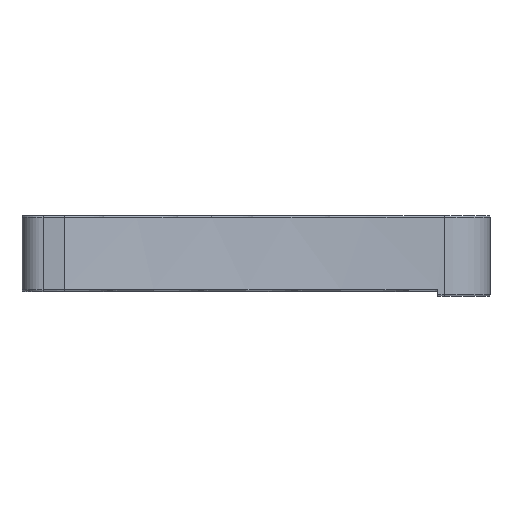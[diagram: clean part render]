
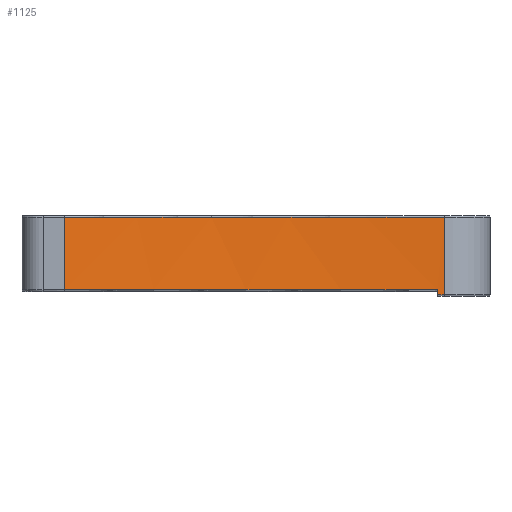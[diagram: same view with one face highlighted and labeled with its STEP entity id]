
A CAD part, left-side view. The second image highlights one B-rep face of the part: STEP entity #1125.
In plain terms, the highlighted cylindrical face has radius 150 mm (diameter 300 mm), a partial arc.
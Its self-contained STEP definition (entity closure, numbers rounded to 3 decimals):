
#78 = DIRECTION ( 'NONE',  ( 1., 0., 0. ) ) ;
#87 = CARTESIAN_POINT ( 'NONE',  ( -156.531, -12.129, 0.25 ) ) ;
#134 = VERTEX_POINT ( 'NONE', #232 ) ;
#169 = CIRCLE ( 'NONE', #1892, 150. ) ;
#224 = LINE ( 'NONE', #1978, #1957 ) ;
#232 = CARTESIAN_POINT ( 'NONE',  ( -6.979, -0.541, -0.45 ) ) ;
#315 = CARTESIAN_POINT ( 'NONE',  ( -6.979, -0.541, 10.55 ) ) ;
#334 = AXIS2_PLACEMENT_3D ( 'NONE', #87, #405, #1150 ) ;
#336 = ORIENTED_EDGE ( 'NONE', *, *, #1426, .T. ) ;
#346 = DIRECTION ( 'NONE',  ( -1., 0., 0. ) ) ;
#365 = CYLINDRICAL_SURFACE ( 'NONE', #1975, 150. ) ;
#405 = DIRECTION ( 'NONE',  ( 0., 0., -1. ) ) ;
#426 = DIRECTION ( 'NONE',  ( -1., 0., 0. ) ) ;
#445 = ORIENTED_EDGE ( 'NONE', *, *, #1817, .T. ) ;
#456 = CARTESIAN_POINT ( 'NONE',  ( -21.65, 53.5, 10.8 ) ) ;
#468 = DIRECTION ( 'NONE',  ( 0., 0., -1. ) ) ;
#515 = AXIS2_PLACEMENT_3D ( 'NONE', #1441, #1405, #78 ) ;
#559 = CARTESIAN_POINT ( 'NONE',  ( -21.65, 53.5, 0.25 ) ) ;
#587 = DIRECTION ( 'NONE',  ( 0., 0., -1. ) ) ;
#601 = VERTEX_POINT ( 'NONE', #729 ) ;
#606 = EDGE_CURVE ( 'NONE', #1881, #134, #169, .T. ) ;
#612 = ORIENTED_EDGE ( 'NONE', *, *, #606, .T. ) ;
#620 = VERTEX_POINT ( 'NONE', #1025 ) ;
#645 = CARTESIAN_POINT ( 'NONE',  ( -156.531, -12.129, 10.8 ) ) ;
#711 = CARTESIAN_POINT ( 'NONE',  ( -7.063, 0.5, -0.7 ) ) ;
#729 = CARTESIAN_POINT ( 'NONE',  ( -7.063, 0.5, 0.25 ) ) ;
#730 = VERTEX_POINT ( 'NONE', #315 ) ;
#880 = LINE ( 'NONE', #711, #1061 ) ;
#912 = ORIENTED_EDGE ( 'NONE', *, *, #1310, .F. ) ;
#1010 = EDGE_CURVE ( 'NONE', #730, #620, #1502, .T. ) ;
#1025 = CARTESIAN_POINT ( 'NONE',  ( -21.65, 53.5, 10.55 ) ) ;
#1028 = LINE ( 'NONE', #456, #1379 ) ;
#1040 = DIRECTION ( 'NONE',  ( 0., 0., -1. ) ) ;
#1061 = VECTOR ( 'NONE', #1611, 1000. ) ;
#1125 = ADVANCED_FACE ( 'NONE', ( #1479 ), #365, .F. ) ;
#1150 = DIRECTION ( 'NONE',  ( 1., 0., 0. ) ) ;
#1310 = EDGE_CURVE ( 'NONE', #1881, #601, #880, .T. ) ;
#1340 = ORIENTED_EDGE ( 'NONE', *, *, #1010, .T. ) ;
#1359 = ORIENTED_EDGE ( 'NONE', *, *, #1482, .F. ) ;
#1379 = VECTOR ( 'NONE', #1513, 1000. ) ;
#1405 = DIRECTION ( 'NONE',  ( 0., 0., 1. ) ) ;
#1426 = EDGE_CURVE ( 'NONE', #1554, #601, #1831, .T. ) ;
#1441 = CARTESIAN_POINT ( 'NONE',  ( -156.531, -12.129, 10.55 ) ) ;
#1479 = FACE_OUTER_BOUND ( 'NONE', #1759, .T. ) ;
#1482 = EDGE_CURVE ( 'NONE', #730, #134, #224, .T. ) ;
#1499 = CARTESIAN_POINT ( 'NONE',  ( -156.531, -12.129, -0.45 ) ) ;
#1502 = CIRCLE ( 'NONE', #515, 150. ) ;
#1513 = DIRECTION ( 'NONE',  ( 0., 0., -1. ) ) ;
#1554 = VERTEX_POINT ( 'NONE', #559 ) ;
#1611 = DIRECTION ( 'NONE',  ( 0., 0., 1. ) ) ;
#1759 = EDGE_LOOP ( 'NONE', ( #912, #612, #1359, #1340, #445, #336 ) ) ;
#1817 = EDGE_CURVE ( 'NONE', #620, #1554, #1028, .T. ) ;
#1831 = CIRCLE ( 'NONE', #334, 150. ) ;
#1881 = VERTEX_POINT ( 'NONE', #1984 ) ;
#1892 = AXIS2_PLACEMENT_3D ( 'NONE', #1499, #1040, #426 ) ;
#1957 = VECTOR ( 'NONE', #587, 1000. ) ;
#1975 = AXIS2_PLACEMENT_3D ( 'NONE', #645, #468, #346 ) ;
#1978 = CARTESIAN_POINT ( 'NONE',  ( -6.979, -0.541, 10.8 ) ) ;
#1984 = CARTESIAN_POINT ( 'NONE',  ( -7.063, 0.5, -0.45 ) ) ;
